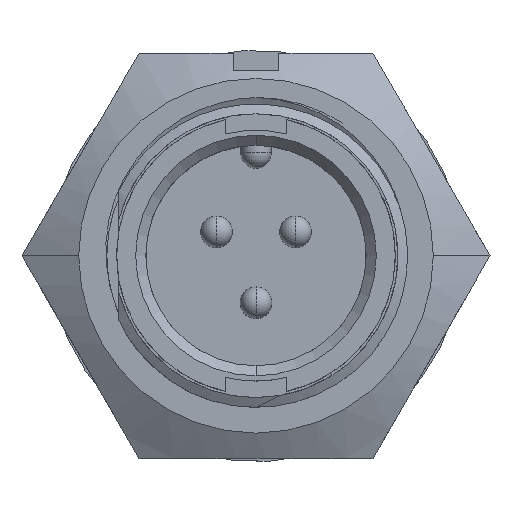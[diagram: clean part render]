
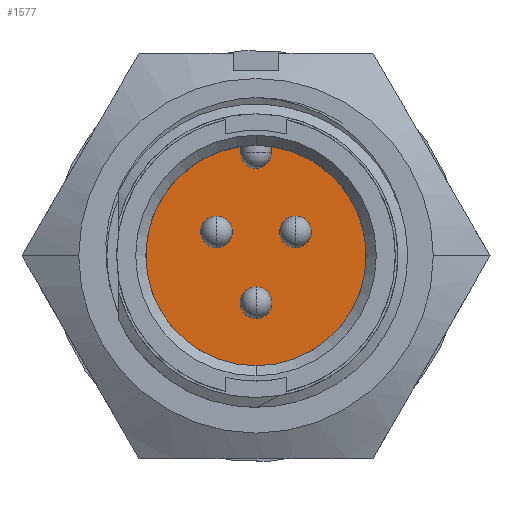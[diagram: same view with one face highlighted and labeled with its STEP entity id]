
A CAD part, top view. The second image highlights one B-rep face of the part: STEP entity #1577.
In plain terms, the highlighted planar face has unit normal (0, 0, 1).
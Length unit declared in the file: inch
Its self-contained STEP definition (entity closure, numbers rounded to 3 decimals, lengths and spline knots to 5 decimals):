
#57 = ORIENTED_EDGE ( 'NONE', *, *, #10377, .T. ) ;
#133 = DIRECTION ( 'NONE',  ( 0., 1., 0. ) ) ;
#178 = DIRECTION ( 'NONE',  ( 0., 0., 1. ) ) ;
#220 = CARTESIAN_POINT ( 'NONE',  ( 0., 0., -0.318 ) ) ;
#265 = DIRECTION ( 'NONE',  ( 0., 0., -1. ) ) ;
#448 = VERTEX_POINT ( 'NONE', #9029 ) ;
#642 = EDGE_CURVE ( 'NONE', #6770, #6841, #1617, .T. ) ;
#805 = VERTEX_POINT ( 'NONE', #3226 ) ;
#814 = DIRECTION ( 'NONE',  ( 0., 1., 0. ) ) ;
#824 = DIRECTION ( 'NONE',  ( 0., 0., -1. ) ) ;
#838 = PLANE ( 'NONE',  #8254 ) ;
#849 = CARTESIAN_POINT ( 'NONE',  ( 0., 0., -0.318 ) ) ;
#1017 = FACE_BOUND ( 'NONE', #10527, .T. ) ;
#1025 = CARTESIAN_POINT ( 'NONE',  ( 0., 0., -0.318 ) ) ;
#1282 = ORIENTED_EDGE ( 'NONE', *, *, #10043, .T. ) ;
#1291 = ORIENTED_EDGE ( 'NONE', *, *, #8598, .T. ) ;
#1577 = ADVANCED_FACE ( 'NONE', ( #2126, #3946, #11220, #1017 ), #838, .F. ) ;
#1617 = CIRCLE ( 'NONE', #5381, 0.03125 ) ;
#1715 = VECTOR ( 'NONE', #4299, 39.37008 ) ;
#1960 = EDGE_CURVE ( 'NONE', #11268, #5240, #4914, .T. ) ;
#2126 = FACE_BOUND ( 'NONE', #5361, .T. ) ;
#2287 = DIRECTION ( 'NONE',  ( 0., 1., 0. ) ) ;
#2329 = DIRECTION ( 'NONE',  ( 0., 0., -1. ) ) ;
#2368 = CARTESIAN_POINT ( 'NONE',  ( 0., 0.2025, -0.318 ) ) ;
#2621 = ORIENTED_EDGE ( 'NONE', *, *, #9851, .T. ) ;
#2629 = CIRCLE ( 'NONE', #7482, 0.03 ) ;
#2700 = LINE ( 'NONE', #4631, #1715 ) ;
#2781 = VERTEX_POINT ( 'NONE', #6104 ) ;
#2797 = DIRECTION ( 'NONE',  ( 0., 1., 0. ) ) ;
#2805 = DIRECTION ( 'NONE',  ( 0., 0., -1. ) ) ;
#2815 = CARTESIAN_POINT ( 'NONE',  ( 0.078, 0.047, -0.318 ) ) ;
#3131 = CARTESIAN_POINT ( 'NONE',  ( 0.03125, -0.093, -0.318 ) ) ;
#3192 = AXIS2_PLACEMENT_3D ( 'NONE', #1025, #4579, #4615 ) ;
#3226 = CARTESIAN_POINT ( 'NONE',  ( -0.03, 0.2025, -0.318 ) ) ;
#3837 = VERTEX_POINT ( 'NONE', #6591 ) ;
#3844 = CARTESIAN_POINT ( 'NONE',  ( -0.078, 0.047, -0.318 ) ) ;
#3946 = FACE_OUTER_BOUND ( 'NONE', #8330, .T. ) ;
#4077 = VERTEX_POINT ( 'NONE', #4635 ) ;
#4146 = EDGE_CURVE ( 'NONE', #4077, #5988, #9216, .T. ) ;
#4220 = DIRECTION ( 'NONE',  ( 0., 1., 0. ) ) ;
#4229 = DIRECTION ( 'NONE',  ( 0., 0., -1. ) ) ;
#4243 = CARTESIAN_POINT ( 'NONE',  ( 0., -0.093, -0.318 ) ) ;
#4265 = DIRECTION ( 'NONE',  ( 0., 1., 0. ) ) ;
#4278 = DIRECTION ( 'NONE',  ( 0., 0., -1. ) ) ;
#4299 = DIRECTION ( 'NONE',  ( 0., 1., 0. ) ) ;
#4316 = CARTESIAN_POINT ( 'NONE',  ( 0., -0.093, -0.318 ) ) ;
#4404 = EDGE_LOOP ( 'NONE', ( #1282, #7815 ) ) ;
#4554 = VERTEX_POINT ( 'NONE', #9114 ) ;
#4568 = ORIENTED_EDGE ( 'NONE', *, *, #7573, .T. ) ;
#4579 = DIRECTION ( 'NONE',  ( 0., 0., 1. ) ) ;
#4615 = DIRECTION ( 'NONE',  ( 0., 1., 0. ) ) ;
#4631 = CARTESIAN_POINT ( 'NONE',  ( -0.03, 0.21542, -0.318 ) ) ;
#4635 = CARTESIAN_POINT ( 'NONE',  ( -0.03125, -0.093, -0.318 ) ) ;
#4662 = AXIS2_PLACEMENT_3D ( 'NONE', #2815, #2805, #2797 ) ;
#4914 = CIRCLE ( 'NONE', #8869, 0.03125 ) ;
#4960 = LINE ( 'NONE', #8114, #11148 ) ;
#5199 = CARTESIAN_POINT ( 'NONE',  ( -0.10925, 0.047, -0.318 ) ) ;
#5235 = DIRECTION ( 'NONE',  ( 0., 1., 0. ) ) ;
#5240 = VERTEX_POINT ( 'NONE', #5199 ) ;
#5249 = DIRECTION ( 'NONE',  ( 0., 0., -1. ) ) ;
#5250 = CIRCLE ( 'NONE', #10173, 0.03125 ) ;
#5258 = CARTESIAN_POINT ( 'NONE',  ( -0.078, 0.047, -0.318 ) ) ;
#5361 = EDGE_LOOP ( 'NONE', ( #8168, #2621 ) ) ;
#5381 = AXIS2_PLACEMENT_3D ( 'NONE', #8507, #8495, #8481 ) ;
#5442 = CIRCLE ( 'NONE', #9584, 0.03125 ) ;
#5988 = VERTEX_POINT ( 'NONE', #3131 ) ;
#6104 = CARTESIAN_POINT ( 'NONE',  ( 0.03, 0.2025, -0.318 ) ) ;
#6285 = ORIENTED_EDGE ( 'NONE', *, *, #9160, .T. ) ;
#6288 = CARTESIAN_POINT ( 'NONE',  ( -0.04675, 0.047, -0.318 ) ) ;
#6429 = CIRCLE ( 'NONE', #7638, 0.2175 ) ;
#6591 = CARTESIAN_POINT ( 'NONE',  ( -0.03, 0.21542, -0.318 ) ) ;
#6770 = VERTEX_POINT ( 'NONE', #11277 ) ;
#6841 = VERTEX_POINT ( 'NONE', #10171 ) ;
#7207 = ORIENTED_EDGE ( 'NONE', *, *, #642, .T. ) ;
#7436 = DIRECTION ( 'NONE',  ( 0., -1., 0. ) ) ;
#7482 = AXIS2_PLACEMENT_3D ( 'NONE', #2368, #2329, #2287 ) ;
#7573 = EDGE_CURVE ( 'NONE', #805, #3837, #2700, .T. ) ;
#7638 = AXIS2_PLACEMENT_3D ( 'NONE', #220, #178, #133 ) ;
#7684 = ORIENTED_EDGE ( 'NONE', *, *, #9360, .T. ) ;
#7815 = ORIENTED_EDGE ( 'NONE', *, *, #4146, .T. ) ;
#8114 = CARTESIAN_POINT ( 'NONE',  ( 0.03, 0.2025, -0.318 ) ) ;
#8168 = ORIENTED_EDGE ( 'NONE', *, *, #1960, .T. ) ;
#8254 = AXIS2_PLACEMENT_3D ( 'NONE', #849, #824, #814 ) ;
#8330 = EDGE_LOOP ( 'NONE', ( #7684, #57, #4568, #1291, #6285 ) ) ;
#8481 = DIRECTION ( 'NONE',  ( 0., 1., 0. ) ) ;
#8495 = DIRECTION ( 'NONE',  ( 0., 0., -1. ) ) ;
#8507 = CARTESIAN_POINT ( 'NONE',  ( 0.078, 0.047, -0.318 ) ) ;
#8598 = EDGE_CURVE ( 'NONE', #3837, #4554, #8775, .T. ) ;
#8736 = AXIS2_PLACEMENT_3D ( 'NONE', #4243, #4229, #4220 ) ;
#8775 = CIRCLE ( 'NONE', #3192, 0.2175 ) ;
#8869 = AXIS2_PLACEMENT_3D ( 'NONE', #3844, #265, #9065 ) ;
#9029 = CARTESIAN_POINT ( 'NONE',  ( 0.03, 0.21542, -0.318 ) ) ;
#9065 = DIRECTION ( 'NONE',  ( 0., 1., 0. ) ) ;
#9114 = CARTESIAN_POINT ( 'NONE',  ( 0., -0.2175, -0.318 ) ) ;
#9160 = EDGE_CURVE ( 'NONE', #4554, #448, #6429, .T. ) ;
#9216 = CIRCLE ( 'NONE', #8736, 0.03125 ) ;
#9360 = EDGE_CURVE ( 'NONE', #448, #2781, #4960, .T. ) ;
#9428 = ORIENTED_EDGE ( 'NONE', *, *, #10301, .T. ) ;
#9584 = AXIS2_PLACEMENT_3D ( 'NONE', #5258, #5249, #5235 ) ;
#9851 = EDGE_CURVE ( 'NONE', #5240, #11268, #5442, .T. ) ;
#10043 = EDGE_CURVE ( 'NONE', #5988, #4077, #5250, .T. ) ;
#10171 = CARTESIAN_POINT ( 'NONE',  ( 0.04675, 0.047, -0.318 ) ) ;
#10173 = AXIS2_PLACEMENT_3D ( 'NONE', #4316, #4278, #4265 ) ;
#10261 = CIRCLE ( 'NONE', #4662, 0.03125 ) ;
#10301 = EDGE_CURVE ( 'NONE', #6841, #6770, #10261, .T. ) ;
#10377 = EDGE_CURVE ( 'NONE', #2781, #805, #2629, .T. ) ;
#10527 = EDGE_LOOP ( 'NONE', ( #7207, #9428 ) ) ;
#11148 = VECTOR ( 'NONE', #7436, 39.37008 ) ;
#11220 = FACE_BOUND ( 'NONE', #4404, .T. ) ;
#11268 = VERTEX_POINT ( 'NONE', #6288 ) ;
#11277 = CARTESIAN_POINT ( 'NONE',  ( 0.10925, 0.047, -0.318 ) ) ;
